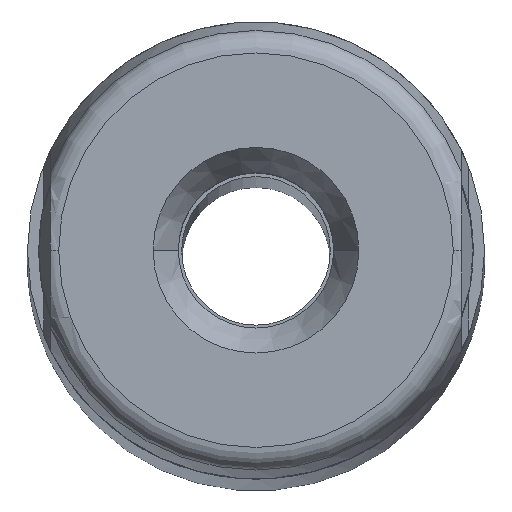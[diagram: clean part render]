
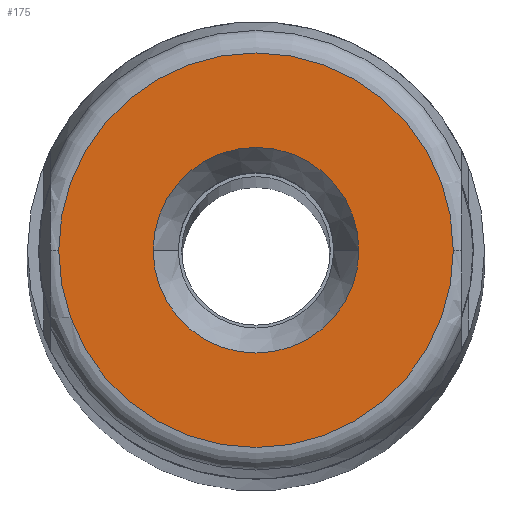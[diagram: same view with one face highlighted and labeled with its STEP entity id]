
A CAD part, top view. The second image highlights one B-rep face of the part: STEP entity #175.
In plain terms, the highlighted planar face has unit normal (0, 0, 1).
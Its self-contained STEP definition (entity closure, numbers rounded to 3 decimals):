
#24 = ORIENTED_EDGE ( 'NONE', *, *, #271, .F. ) ;
#44 = VERTEX_POINT ( 'NONE', #670 ) ;
#45 = EDGE_CURVE ( 'NONE', #66, #44, #671, .T. ) ;
#66 = VERTEX_POINT ( 'NONE', #928 ) ;
#81 = ORIENTED_EDGE ( 'NONE', *, *, #45, .T. ) ;
#156 = ORIENTED_EDGE ( 'NONE', *, *, #169, .T. ) ;
#159 = EDGE_CURVE ( 'NONE', #275, #279, #815, .T. ) ;
#164 = EDGE_LOOP ( 'NONE', ( #173, #24 ) ) ;
#169 = EDGE_CURVE ( 'NONE', #44, #66, #798, .T. ) ;
#173 = ORIENTED_EDGE ( 'NONE', *, *, #159, .F. ) ;
#175 = ADVANCED_FACE ( 'NONE', ( #755, #856 ), #855, .F. ) ;
#232 = EDGE_LOOP ( 'NONE', ( #81, #156 ) ) ;
#271 = EDGE_CURVE ( 'NONE', #279, #275, #1582, .T. ) ;
#275 = VERTEX_POINT ( 'NONE', #1605 ) ;
#279 = VERTEX_POINT ( 'NONE', #1603 ) ;
#670 = CARTESIAN_POINT ( 'NONE',  ( -8.632, 0., 0. ) ) ;
#671 = CIRCLE ( 'NONE', #729, 8.632 ) ;
#693 = DIRECTION ( 'NONE',  ( 1., 0., 0. ) ) ;
#694 = CARTESIAN_POINT ( 'NONE',  ( 0., 0., 0. ) ) ;
#726 = DIRECTION ( 'NONE',  ( 0., 0., 1. ) ) ;
#729 = AXIS2_PLACEMENT_3D ( 'NONE', #694, #726, #693 ) ;
#754 = AXIS2_PLACEMENT_3D ( 'NONE', #769, #768, #876 ) ;
#755 = FACE_BOUND ( 'NONE', #164, .T. ) ;
#761 = AXIS2_PLACEMENT_3D ( 'NONE', #764, #775, #806 ) ;
#764 = CARTESIAN_POINT ( 'NONE',  ( 0., 0., 0. ) ) ;
#768 = DIRECTION ( 'NONE',  ( 0., 0., -1. ) ) ;
#769 = CARTESIAN_POINT ( 'NONE',  ( 0., 0., 0. ) ) ;
#775 = DIRECTION ( 'NONE',  ( 0., 0., 1. ) ) ;
#798 = CIRCLE ( 'NONE', #878, 8.632 ) ;
#806 = DIRECTION ( 'NONE',  ( 1., 0., 0. ) ) ;
#815 = CIRCLE ( 'NONE', #761, 4.5 ) ;
#824 = CARTESIAN_POINT ( 'NONE',  ( 0., 0., 0. ) ) ;
#855 = PLANE ( 'NONE',  #754 ) ;
#856 = FACE_OUTER_BOUND ( 'NONE', #232, .T. ) ;
#868 = DIRECTION ( 'NONE',  ( 0., 0., 1. ) ) ;
#876 = DIRECTION ( 'NONE',  ( -1., 0., 0. ) ) ;
#877 = DIRECTION ( 'NONE',  ( 1., 0., 0. ) ) ;
#878 = AXIS2_PLACEMENT_3D ( 'NONE', #824, #868, #877 ) ;
#928 = CARTESIAN_POINT ( 'NONE',  ( 8.632, 0., 0. ) ) ;
#1518 = CARTESIAN_POINT ( 'NONE',  ( 0., 0., 0. ) ) ;
#1571 = AXIS2_PLACEMENT_3D ( 'NONE', #1518, #1596, #1607 ) ;
#1582 = CIRCLE ( 'NONE', #1571, 4.5 ) ;
#1596 = DIRECTION ( 'NONE',  ( 0., 0., 1. ) ) ;
#1603 = CARTESIAN_POINT ( 'NONE',  ( -4.5, 0., 0. ) ) ;
#1605 = CARTESIAN_POINT ( 'NONE',  ( 4.5, 0., 0. ) ) ;
#1607 = DIRECTION ( 'NONE',  ( 1., 0., 0. ) ) ;
